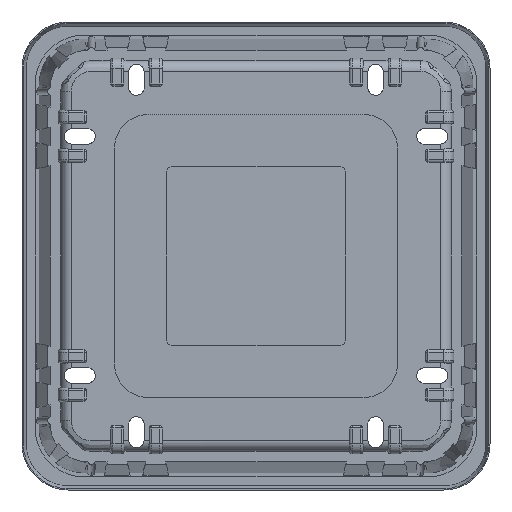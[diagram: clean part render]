
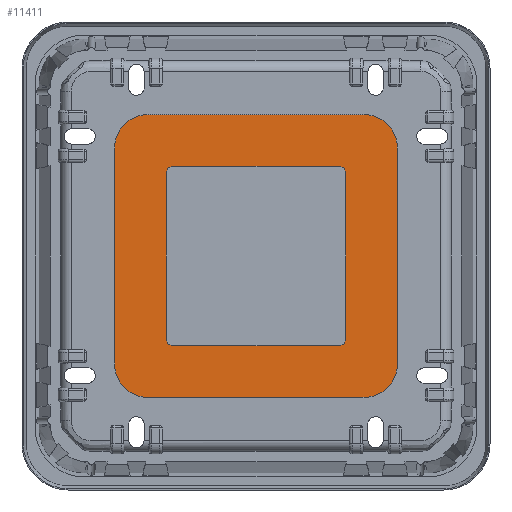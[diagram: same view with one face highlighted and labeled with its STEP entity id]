
A CAD part, front view. The second image highlights one B-rep face of the part: STEP entity #11411.
In plain terms, the highlighted planar face has unit normal (0, -1, 0).
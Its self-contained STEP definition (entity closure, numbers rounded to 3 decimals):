
#255 = VERTEX_POINT ( 'NONE', #1565 ) ;
#306 = LINE ( 'NONE', #12462, #17078 ) ;
#318 = DIRECTION ( 'NONE',  ( 0., -1., 0. ) ) ;
#435 = CARTESIAN_POINT ( 'NONE',  ( -42., -47., 42. ) ) ;
#459 = VERTEX_POINT ( 'NONE', #7250 ) ;
#824 = AXIS2_PLACEMENT_3D ( 'NONE', #8119, #19506, #9744 ) ;
#1176 = EDGE_CURVE ( 'NONE', #8538, #459, #5673, .T. ) ;
#1565 = CARTESIAN_POINT ( 'NONE',  ( -35., -47., 32. ) ) ;
#1739 = CIRCLE ( 'NONE', #17631, 3. ) ;
#2060 = DIRECTION ( 'NONE',  ( 0., 0., 1. ) ) ;
#2075 = CARTESIAN_POINT ( 'NONE',  ( -35., -47., 0. ) ) ;
#2175 = CIRCLE ( 'NONE', #21112, 3. ) ;
#2355 = ORIENTED_EDGE ( 'NONE', *, *, #6646, .T. ) ;
#2469 = VECTOR ( 'NONE', #17994, 1000. ) ;
#3001 = VERTEX_POINT ( 'NONE', #16927 ) ;
#3088 = LINE ( 'NONE', #9773, #11254 ) ;
#3196 = CARTESIAN_POINT ( 'NONE',  ( 42., -47., 42. ) ) ;
#3532 = CARTESIAN_POINT ( 'NONE',  ( -32., -47., -35. ) ) ;
#3593 = EDGE_CURVE ( 'NONE', #19918, #15083, #16935, .T. ) ;
#3695 = DIRECTION ( 'NONE',  ( 0., 0., -1. ) ) ;
#3994 = AXIS2_PLACEMENT_3D ( 'NONE', #5268, #16634, #6907 ) ;
#4015 = DIRECTION ( 'NONE',  ( 0., -1., 0. ) ) ;
#4140 = EDGE_CURVE ( 'NONE', #3001, #9753, #20020, .T. ) ;
#4341 = AXIS2_PLACEMENT_3D ( 'NONE', #10061, #318, #11706 ) ;
#4414 = EDGE_CURVE ( 'NONE', #8758, #18555, #12625, .T. ) ;
#4846 = DIRECTION ( 'NONE',  ( 0., 0., 1. ) ) ;
#5268 = CARTESIAN_POINT ( 'NONE',  ( 32., -47., 32. ) ) ;
#5480 = ORIENTED_EDGE ( 'NONE', *, *, #15440, .F. ) ;
#5673 = CIRCLE ( 'NONE', #13821, 3. ) ;
#5979 = DIRECTION ( 'NONE',  ( 1., 0., 0. ) ) ;
#6244 = EDGE_LOOP ( 'NONE', ( #18953, #9321, #11133, #9595, #20169, #10613, #13732, #21015 ) ) ;
#6257 = VECTOR ( 'NONE', #3695, 1000. ) ;
#6344 = CARTESIAN_POINT ( 'NONE',  ( -32., -47., -32. ) ) ;
#6468 = CARTESIAN_POINT ( 'NONE',  ( 32., -47., 35. ) ) ;
#6646 = EDGE_CURVE ( 'NONE', #9873, #11151, #19176, .T. ) ;
#6700 = DIRECTION ( 'NONE',  ( 0., 0., 1. ) ) ;
#6907 = DIRECTION ( 'NONE',  ( 0., 0., 1. ) ) ;
#7019 = CARTESIAN_POINT ( 'NONE',  ( 35., -47., 32. ) ) ;
#7250 = CARTESIAN_POINT ( 'NONE',  ( 35., -47., -32. ) ) ;
#7555 = CARTESIAN_POINT ( 'NONE',  ( -55., -47., 42. ) ) ;
#7588 = EDGE_CURVE ( 'NONE', #15187, #8538, #306, .T. ) ;
#7916 = VECTOR ( 'NONE', #16461, 1000. ) ;
#7984 = DIRECTION ( 'NONE',  ( 0., 0., 1. ) ) ;
#8119 = CARTESIAN_POINT ( 'NONE',  ( 42., -47., -42. ) ) ;
#8538 = VERTEX_POINT ( 'NONE', #19679 ) ;
#8758 = VERTEX_POINT ( 'NONE', #6468 ) ;
#8761 = VERTEX_POINT ( 'NONE', #13014 ) ;
#9321 = ORIENTED_EDGE ( 'NONE', *, *, #12309, .F. ) ;
#9412 = ORIENTED_EDGE ( 'NONE', *, *, #3593, .T. ) ;
#9586 = AXIS2_PLACEMENT_3D ( 'NONE', #9899, #16435, #6700 ) ;
#9595 = ORIENTED_EDGE ( 'NONE', *, *, #1176, .F. ) ;
#9744 = DIRECTION ( 'NONE',  ( 0., 0., 1. ) ) ;
#9753 = VERTEX_POINT ( 'NONE', #7555 ) ;
#9773 = CARTESIAN_POINT ( 'NONE',  ( 0., -47., 55. ) ) ;
#9873 = VERTEX_POINT ( 'NONE', #11261 ) ;
#9899 = CARTESIAN_POINT ( 'NONE',  ( -55., -47., -55. ) ) ;
#9913 = EDGE_CURVE ( 'NONE', #17186, #19716, #11707, .T. ) ;
#10061 = CARTESIAN_POINT ( 'NONE',  ( -42., -47., -42. ) ) ;
#10144 = ORIENTED_EDGE ( 'NONE', *, *, #14806, .F. ) ;
#10586 = LINE ( 'NONE', #2075, #6257 ) ;
#10613 = ORIENTED_EDGE ( 'NONE', *, *, #11301, .F. ) ;
#10959 = ORIENTED_EDGE ( 'NONE', *, *, #4140, .T. ) ;
#11133 = ORIENTED_EDGE ( 'NONE', *, *, #19825, .F. ) ;
#11151 = VERTEX_POINT ( 'NONE', #14184 ) ;
#11254 = VECTOR ( 'NONE', #12981, 1000. ) ;
#11261 = CARTESIAN_POINT ( 'NONE',  ( 55., -47., 42. ) ) ;
#11301 = EDGE_CURVE ( 'NONE', #8761, #15187, #1739, .T. ) ;
#11383 = CARTESIAN_POINT ( 'NONE',  ( 0., -47., 35. ) ) ;
#11411 = ADVANCED_FACE ( 'NONE', ( #15986, #16482 ), #13166, .F. ) ;
#11523 = CARTESIAN_POINT ( 'NONE',  ( 55., -47., 0. ) ) ;
#11575 = AXIS2_PLACEMENT_3D ( 'NONE', #435, #11817, #2060 ) ;
#11608 = VECTOR ( 'NONE', #19315, 1000. ) ;
#11706 = DIRECTION ( 'NONE',  ( 0., 0., 1. ) ) ;
#11707 = CIRCLE ( 'NONE', #824, 13. ) ;
#11817 = DIRECTION ( 'NONE',  ( 0., -1., 0. ) ) ;
#12309 = EDGE_CURVE ( 'NONE', #12815, #8758, #20121, .T. ) ;
#12462 = CARTESIAN_POINT ( 'NONE',  ( 0., -47., -35. ) ) ;
#12625 = LINE ( 'NONE', #11383, #20796 ) ;
#12815 = VERTEX_POINT ( 'NONE', #7019 ) ;
#12981 = DIRECTION ( 'NONE',  ( 1., 0., 0. ) ) ;
#13006 = DIRECTION ( 'NONE',  ( -1., 0., 0. ) ) ;
#13014 = CARTESIAN_POINT ( 'NONE',  ( -35., -47., -32. ) ) ;
#13166 = PLANE ( 'NONE',  #9586 ) ;
#13503 = DIRECTION ( 'NONE',  ( -1., 0., 0. ) ) ;
#13732 = ORIENTED_EDGE ( 'NONE', *, *, #15521, .F. ) ;
#13762 = CARTESIAN_POINT ( 'NONE',  ( -32., -47., 32. ) ) ;
#13821 = AXIS2_PLACEMENT_3D ( 'NONE', #17427, #19025, #17450 ) ;
#14184 = CARTESIAN_POINT ( 'NONE',  ( 42., -47., 55. ) ) ;
#14580 = DIRECTION ( 'NONE',  ( 0., -1., 0. ) ) ;
#14624 = CARTESIAN_POINT ( 'NONE',  ( 55., -47., -42. ) ) ;
#14806 = EDGE_CURVE ( 'NONE', #9873, #19716, #19781, .T. ) ;
#14836 = CARTESIAN_POINT ( 'NONE',  ( 35., -47., 0. ) ) ;
#15046 = CARTESIAN_POINT ( 'NONE',  ( -55., -47., -42. ) ) ;
#15083 = VERTEX_POINT ( 'NONE', #19407 ) ;
#15187 = VERTEX_POINT ( 'NONE', #3532 ) ;
#15404 = DIRECTION ( 'NONE',  ( 0., 0., 1. ) ) ;
#15440 = EDGE_CURVE ( 'NONE', #19918, #9753, #20282, .T. ) ;
#15521 = EDGE_CURVE ( 'NONE', #255, #8761, #10586, .T. ) ;
#15846 = EDGE_CURVE ( 'NONE', #18555, #255, #2175, .T. ) ;
#15986 = FACE_BOUND ( 'NONE', #6244, .T. ) ;
#16435 = DIRECTION ( 'NONE',  ( 0., 1., 0. ) ) ;
#16461 = DIRECTION ( 'NONE',  ( 0., 0., 1. ) ) ;
#16482 = FACE_OUTER_BOUND ( 'NONE', #19043, .T. ) ;
#16584 = CARTESIAN_POINT ( 'NONE',  ( 42., -47., -55. ) ) ;
#16634 = DIRECTION ( 'NONE',  ( 0., -1., 0. ) ) ;
#16665 = EDGE_CURVE ( 'NONE', #17186, #15083, #16885, .T. ) ;
#16885 = LINE ( 'NONE', #18361, #20771 ) ;
#16927 = CARTESIAN_POINT ( 'NONE',  ( -42., -47., 55. ) ) ;
#16935 = CIRCLE ( 'NONE', #4341, 13. ) ;
#17078 = VECTOR ( 'NONE', #5979, 1000. ) ;
#17186 = VERTEX_POINT ( 'NONE', #16584 ) ;
#17412 = ORIENTED_EDGE ( 'NONE', *, *, #19187, .F. ) ;
#17427 = CARTESIAN_POINT ( 'NONE',  ( 32., -47., -32. ) ) ;
#17450 = DIRECTION ( 'NONE',  ( 0., 0., 1. ) ) ;
#17631 = AXIS2_PLACEMENT_3D ( 'NONE', #6344, #17742, #7984 ) ;
#17674 = CARTESIAN_POINT ( 'NONE',  ( -55., -47., 0. ) ) ;
#17742 = DIRECTION ( 'NONE',  ( 0., -1., 0. ) ) ;
#17994 = DIRECTION ( 'NONE',  ( 0., 0., -1. ) ) ;
#18361 = CARTESIAN_POINT ( 'NONE',  ( 0., -47., -55. ) ) ;
#18555 = VERTEX_POINT ( 'NONE', #19793 ) ;
#18890 = AXIS2_PLACEMENT_3D ( 'NONE', #3196, #14580, #4846 ) ;
#18907 = ORIENTED_EDGE ( 'NONE', *, *, #16665, .F. ) ;
#18953 = ORIENTED_EDGE ( 'NONE', *, *, #4414, .F. ) ;
#19025 = DIRECTION ( 'NONE',  ( 0., -1., 0. ) ) ;
#19043 = EDGE_LOOP ( 'NONE', ( #9412, #18907, #20058, #10144, #2355, #17412, #10959, #5480 ) ) ;
#19176 = CIRCLE ( 'NONE', #18890, 13. ) ;
#19187 = EDGE_CURVE ( 'NONE', #3001, #11151, #3088, .T. ) ;
#19315 = DIRECTION ( 'NONE',  ( 0., 0., 1. ) ) ;
#19407 = CARTESIAN_POINT ( 'NONE',  ( -42., -47., -55. ) ) ;
#19506 = DIRECTION ( 'NONE',  ( 0., -1., 0. ) ) ;
#19679 = CARTESIAN_POINT ( 'NONE',  ( 32., -47., -35. ) ) ;
#19716 = VERTEX_POINT ( 'NONE', #14624 ) ;
#19781 = LINE ( 'NONE', #11523, #2469 ) ;
#19793 = CARTESIAN_POINT ( 'NONE',  ( -32., -47., 35. ) ) ;
#19825 = EDGE_CURVE ( 'NONE', #459, #12815, #20939, .T. ) ;
#19918 = VERTEX_POINT ( 'NONE', #15046 ) ;
#20020 = CIRCLE ( 'NONE', #11575, 13. ) ;
#20058 = ORIENTED_EDGE ( 'NONE', *, *, #9913, .T. ) ;
#20121 = CIRCLE ( 'NONE', #3994, 3. ) ;
#20169 = ORIENTED_EDGE ( 'NONE', *, *, #7588, .F. ) ;
#20282 = LINE ( 'NONE', #17674, #11608 ) ;
#20771 = VECTOR ( 'NONE', #13503, 1000. ) ;
#20796 = VECTOR ( 'NONE', #13006, 1000. ) ;
#20939 = LINE ( 'NONE', #14836, #7916 ) ;
#21015 = ORIENTED_EDGE ( 'NONE', *, *, #15846, .F. ) ;
#21112 = AXIS2_PLACEMENT_3D ( 'NONE', #13762, #4015, #15404 ) ;
